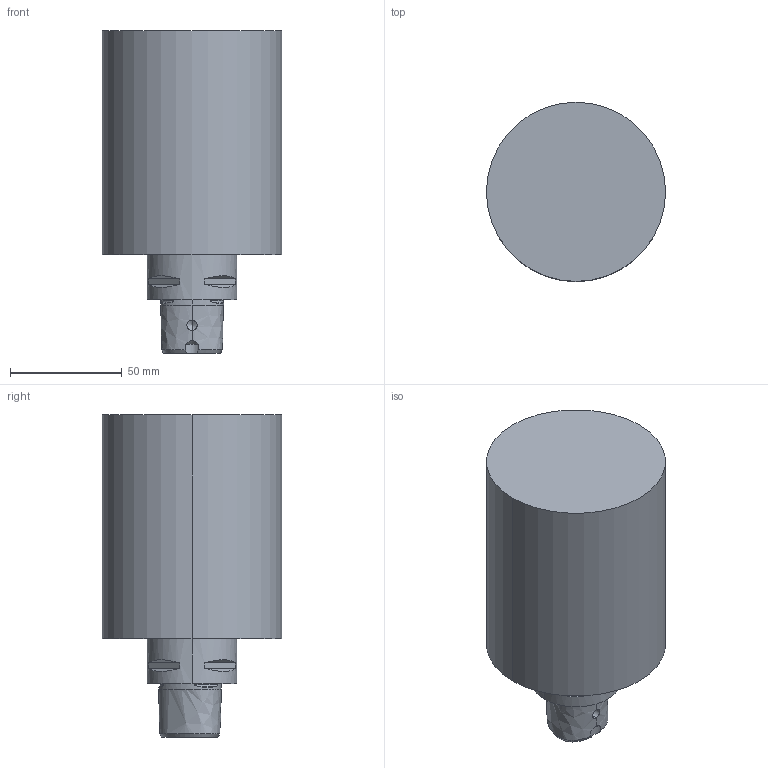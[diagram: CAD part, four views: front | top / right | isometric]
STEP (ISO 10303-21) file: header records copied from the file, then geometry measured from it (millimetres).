
FILE_DESCRIPTION (( 'STEP AP203' ), '1' );
FILE_NAME ('141.001.80.120.STEP', '2020-06-05T08:47:16', ( '' ), ( '' ), 'SwSTEP 2.0', 'SolidWorks 2017', '' );
FILE_SCHEMA (( 'CONFIG_CONTROL_DESIGN' ));
Length unit declared in the file: millimetre
Products named in the file (1): 141.001.80.120
Bounding box: 80 x 80 x 144 mm (x, y, z)
Volume: 533514.6 mm3; surface area: 41804.6 mm2
Topology: 1 solids, 1 shells, 76 faces, 180 edges, 110 vertices
Faces by surface type: plane 28, cylinder 17, cone 16, torus 9, bspline 6
Entity records: 4314 total; most frequent: CARTESIAN_POINT 2573, ORIENTED_EDGE 352, DIRECTION 336, EDGE_CURVE 176, AXIS2_PLACEMENT_3D 142, VERTEX_POINT 110, EDGE_LOOP 86, FACE_OUTER_BOUND 76
